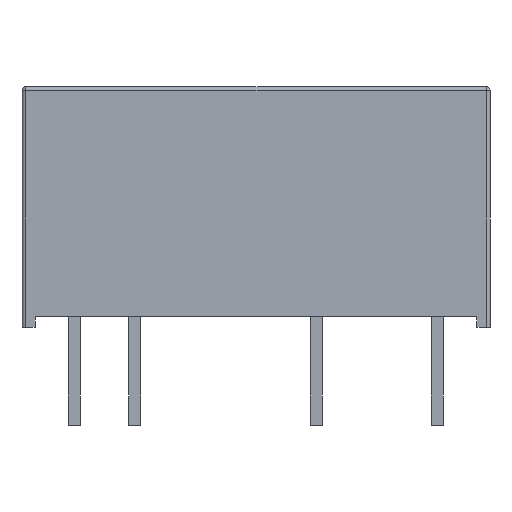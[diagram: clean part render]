
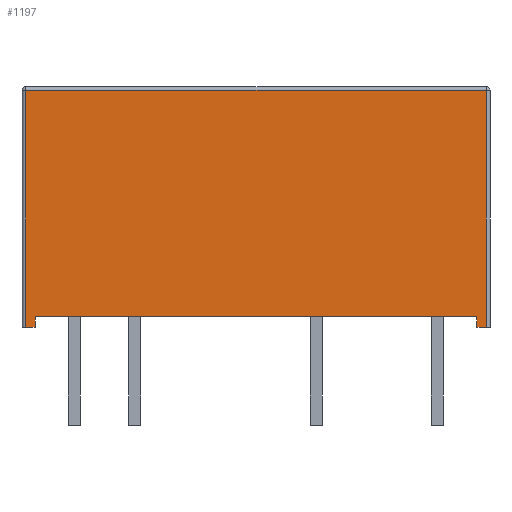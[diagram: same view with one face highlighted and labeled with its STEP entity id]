
A CAD part, front view. The second image highlights one B-rep face of the part: STEP entity #1197.
In plain terms, the highlighted planar face has unit normal (0, -1, 0).
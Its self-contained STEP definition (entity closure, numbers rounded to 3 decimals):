
#37=PLANE($,#1298);
#113=FACE_OUTER_BOUND($,#185,.T.);
#185=EDGE_LOOP($,(#943,#944,#945,#946,#947,#948,#949,#950));
#233=LINE($,#1689,#385);
#235=LINE($,#1697,#387);
#238=LINE($,#1708,#390);
#253=LINE($,#1755,#405);
#282=LINE($,#1814,#434);
#289=LINE($,#1825,#441);
#290=LINE($,#1827,#442);
#291=LINE($,#1828,#443);
#385=VECTOR($,#1358,9.95);
#387=VECTOR($,#1366,19.35);
#390=VECTOR($,#1377,9.95);
#405=VECTOR($,#1432,18.55);
#434=VECTOR($,#1479,0.45);
#441=VECTOR($,#1490,0.4);
#442=VECTOR($,#1491,0.45);
#443=VECTOR($,#1492,0.4);
#556=VERTEX_POINT($,#1686);
#557=VERTEX_POINT($,#1688);
#560=VERTEX_POINT($,#1695);
#564=VERTEX_POINT($,#1706);
#575=VERTEX_POINT($,#1753);
#576=VERTEX_POINT($,#1754);
#597=VERTEX_POINT($,#1813);
#600=VERTEX_POINT($,#1826);
#664=EDGE_CURVE($,#556,#557,#233,.T.);
#668=EDGE_CURVE($,#560,#556,#235,.T.);
#674=EDGE_CURVE($,#564,#560,#238,.T.);
#697=EDGE_CURVE($,#575,#576,#253,.T.);
#726=EDGE_CURVE($,#597,#575,#282,.T.);
#733=EDGE_CURVE($,#564,#597,#289,.T.);
#734=EDGE_CURVE($,#576,#600,#290,.T.);
#735=EDGE_CURVE($,#600,#557,#291,.T.);
#943=ORIENTED_EDGE($,*,*,#674,.F.);
#944=ORIENTED_EDGE($,*,*,#733,.T.);
#945=ORIENTED_EDGE($,*,*,#726,.T.);
#946=ORIENTED_EDGE($,*,*,#697,.T.);
#947=ORIENTED_EDGE($,*,*,#734,.T.);
#948=ORIENTED_EDGE($,*,*,#735,.T.);
#949=ORIENTED_EDGE($,*,*,#664,.F.);
#950=ORIENTED_EDGE($,*,*,#668,.F.);
#1197=ADVANCED_FACE($,(#113),#37,.T.);
#1298=AXIS2_PLACEMENT_3D($,#1824,#1488,#1489);
#1358=DIRECTION($,(0.,0.,-1.));
#1366=DIRECTION($,(1.,0.,0.));
#1377=DIRECTION($,(0.,0.,1.));
#1432=DIRECTION($,(1.,0.,0.));
#1479=DIRECTION($,(0.,0.,1.));
#1488=DIRECTION('center_axis',(0.,-1.,0.));
#1489=DIRECTION('ref_axis',(-1.,0.,0.));
#1490=DIRECTION($,(1.,0.,0.));
#1491=DIRECTION($,(0.,0.,-1.));
#1492=DIRECTION($,(1.,0.,0.));
#1686=CARTESIAN_POINT('',(9.68,-3.525,9.95));
#1688=CARTESIAN_POINT('',(9.68,-3.525,0.));
#1689=CARTESIAN_POINT($,(9.68,-3.525,9.95));
#1695=CARTESIAN_POINT('',(-9.67,-3.525,9.95));
#1697=CARTESIAN_POINT($,(-9.67,-3.525,9.95));
#1706=CARTESIAN_POINT('',(-9.67,-3.525,0.));
#1708=CARTESIAN_POINT($,(-9.67,-3.525,0.));
#1753=CARTESIAN_POINT('',(-9.27,-3.525,0.45));
#1754=CARTESIAN_POINT('',(9.28,-3.525,0.45));
#1755=CARTESIAN_POINT($,(-9.27,-3.525,0.45));
#1813=CARTESIAN_POINT('',(-9.27,-3.525,0.));
#1814=CARTESIAN_POINT($,(-9.27,-3.525,0.));
#1824=CARTESIAN_POINT('Origin',(-9.82,-3.525,10.1));
#1825=CARTESIAN_POINT($,(-9.67,-3.525,0.));
#1826=CARTESIAN_POINT('',(9.28,-3.525,0.));
#1827=CARTESIAN_POINT($,(9.28,-3.525,0.45));
#1828=CARTESIAN_POINT($,(9.28,-3.525,0.));
